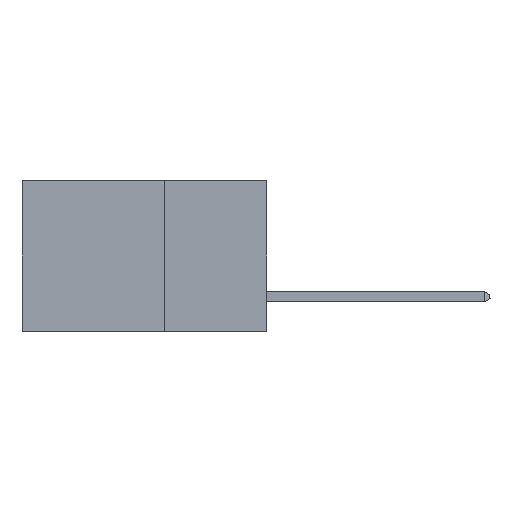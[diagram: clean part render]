
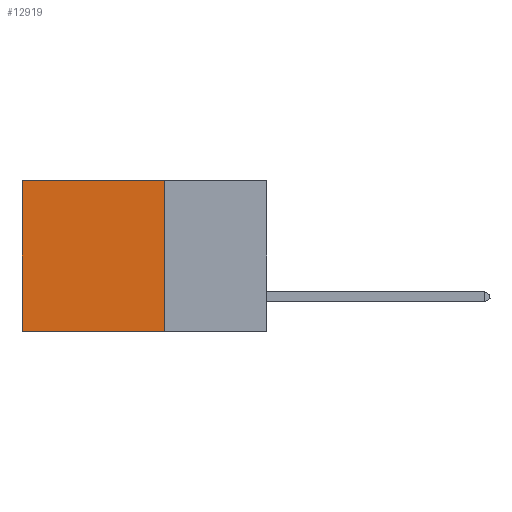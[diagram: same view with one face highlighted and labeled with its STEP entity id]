
A CAD part, left-side view. The second image highlights one B-rep face of the part: STEP entity #12919.
In plain terms, the highlighted planar face has unit normal (-1, 0, 0).
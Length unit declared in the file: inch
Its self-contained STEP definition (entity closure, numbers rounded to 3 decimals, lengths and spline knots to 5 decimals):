
#605 = VECTOR ( 'NONE', #27538, 39.37008 ) ;
#4252 = CARTESIAN_POINT ( 'NONE',  ( 0.2875, 0.25, 0. ) ) ;
#4959 = LINE ( 'NONE', #6599, #37988 ) ;
#5253 = LINE ( 'NONE', #32718, #30670 ) ;
#6599 = CARTESIAN_POINT ( 'NONE',  ( 0.2875, 0.25, -0.37 ) ) ;
#6864 = FACE_OUTER_BOUND ( 'NONE', #7219, .T. ) ;
#7219 = EDGE_LOOP ( 'NONE', ( #22107, #26484, #43091, #8504 ) ) ;
#8504 = ORIENTED_EDGE ( 'NONE', *, *, #32087, .T. ) ;
#9906 = LINE ( 'NONE', #4252, #25293 ) ;
#12175 = DIRECTION ( 'NONE',  ( 0., 0., -1. ) ) ;
#12919 = ADVANCED_FACE ( 'NONE', ( #6864 ), #40579, .F. ) ;
#13980 = CARTESIAN_POINT ( 'NONE',  ( 0.2875, 0.25, 0. ) ) ;
#14293 = EDGE_CURVE ( 'NONE', #48900, #49024, #4959, .T. ) ;
#15309 = VERTEX_POINT ( 'NONE', #25129 ) ;
#16464 = CARTESIAN_POINT ( 'NONE',  ( 0.2875, 0.25, -0.37 ) ) ;
#16643 = LINE ( 'NONE', #42416, #605 ) ;
#20607 = CARTESIAN_POINT ( 'NONE',  ( 0.2875, 0.6, 0. ) ) ;
#21595 = DIRECTION ( 'NONE',  ( 1., 0., 0. ) ) ;
#22107 = ORIENTED_EDGE ( 'NONE', *, *, #47979, .T. ) ;
#25129 = CARTESIAN_POINT ( 'NONE',  ( 0.2875, 0.25, 0. ) ) ;
#25293 = VECTOR ( 'NONE', #12175, 39.37008 ) ;
#26484 = ORIENTED_EDGE ( 'NONE', *, *, #14293, .F. ) ;
#27538 = DIRECTION ( 'NONE',  ( 0., 1., 0. ) ) ;
#27967 = EDGE_CURVE ( 'NONE', #15309, #48900, #9906, .T. ) ;
#28121 = VERTEX_POINT ( 'NONE', #20607 ) ;
#29262 = DIRECTION ( 'NONE',  ( 0., 0., -1. ) ) ;
#30670 = VECTOR ( 'NONE', #29262, 39.37008 ) ;
#32087 = EDGE_CURVE ( 'NONE', #15309, #28121, #16643, .T. ) ;
#32718 = CARTESIAN_POINT ( 'NONE',  ( 0.2875, 0.6, 0. ) ) ;
#33331 = DIRECTION ( 'NONE',  ( 0., 1., 0. ) ) ;
#37639 = AXIS2_PLACEMENT_3D ( 'NONE', #13980, #21595, #48273 ) ;
#37988 = VECTOR ( 'NONE', #33331, 39.37008 ) ;
#40579 = PLANE ( 'NONE',  #37639 ) ;
#42416 = CARTESIAN_POINT ( 'NONE',  ( 0.2875, 0.25, 0. ) ) ;
#42585 = CARTESIAN_POINT ( 'NONE',  ( 0.2875, 0.6, -0.37 ) ) ;
#43091 = ORIENTED_EDGE ( 'NONE', *, *, #27967, .F. ) ;
#47979 = EDGE_CURVE ( 'NONE', #28121, #49024, #5253, .T. ) ;
#48273 = DIRECTION ( 'NONE',  ( 0., 0., -1. ) ) ;
#48900 = VERTEX_POINT ( 'NONE', #16464 ) ;
#49024 = VERTEX_POINT ( 'NONE', #42585 ) ;
